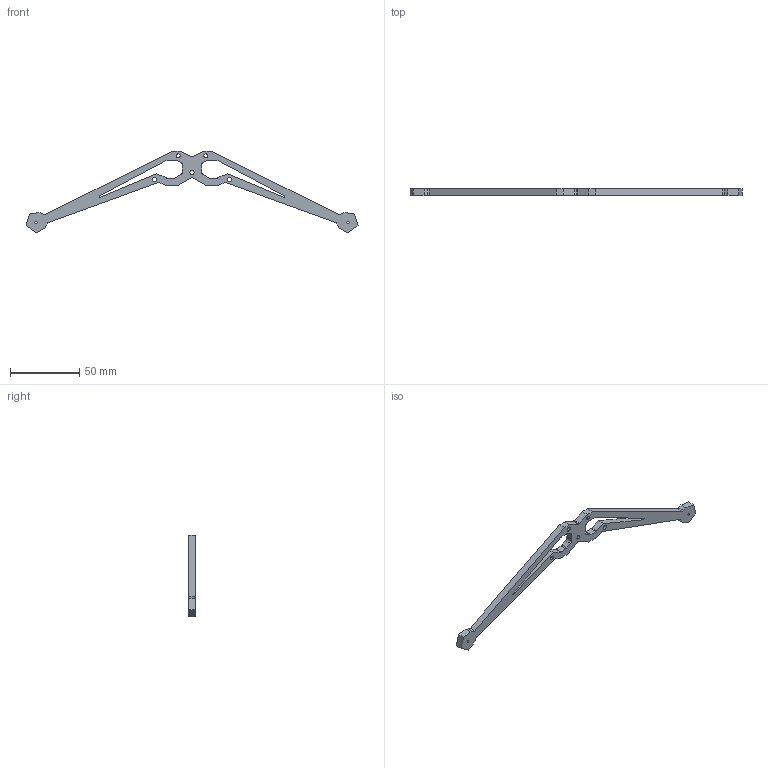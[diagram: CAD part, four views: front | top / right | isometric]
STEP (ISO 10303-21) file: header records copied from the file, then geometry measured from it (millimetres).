
FILE_DESCRIPTION (( 'STEP AP214' ), '1' );
FILE_NAME ('臂1.0（2个）.STEP', '2023-01-14T07:37:58', ( '' ), ( '' ), 'SwSTEP 2.0', 'SolidWorks 2021', '' );
FILE_SCHEMA (( 'AUTOMOTIVE_DESIGN' ));
Length unit declared in the file: millimetre
Products named in the file (1): 旋1.0ㄗ2跺ㄘ
Bounding box: 239.43 x 5 x 59.03 mm (x, y, z)
Volume: 13074.7 mm3; surface area: 9700 mm2
Topology: 1 solids, 1 shells, 95 faces, 273 edges, 182 vertices
Faces by surface type: plane 48, cylinder 47
Entity records: 3211 total; most frequent: DIRECTION 559, CARTESIAN_POINT 551, ORIENTED_EDGE 546, EDGE_CURVE 273, AXIS2_PLACEMENT_3D 190, VERTEX_POINT 182, VECTOR 179, LINE 179
